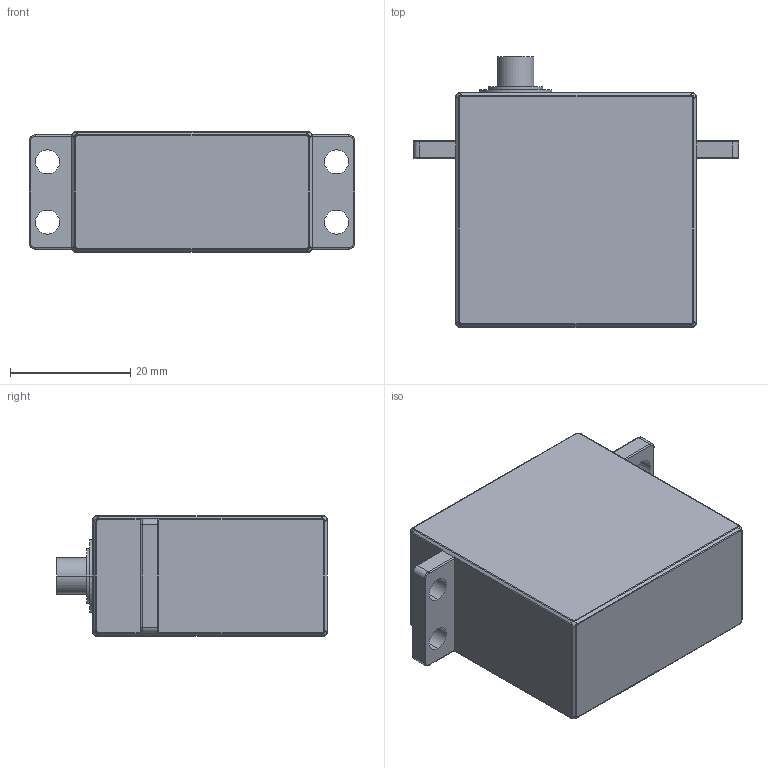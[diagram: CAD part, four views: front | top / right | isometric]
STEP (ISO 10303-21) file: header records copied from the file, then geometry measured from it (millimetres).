
FILE_DESCRIPTION (( 'STEP AP203' ), '1' );
FILE_NAME ('酴篘唄.STEP', '2025-09-04T06:54:20', ( '' ), ( '' ), 'SwSTEP 2.0', 'SolidWorks 2024', '' );
FILE_SCHEMA (( 'CONFIG_CONTROL_DESIGN' ));
Length unit declared in the file: millimetre
Products named in the file (1): 黄昱轩
Bounding box: 54 x 45 x 20 mm (x, y, z)
Volume: 31984.1 mm3; surface area: 7018.3 mm2
Topology: 1 solids, 1 shells, 218 faces, 537 edges, 315 vertices
Faces by surface type: cylinder 120, bspline 43, plane 37, sphere 8, torus 8, cone 2
Entity records: 8877 total; most frequent: CARTESIAN_POINT 4226, ORIENTED_EDGE 1054, DIRECTION 891, EDGE_CURVE 527, AXIS2_PLACEMENT_3D 345, VERTEX_POINT 315, EDGE_LOOP 230, FACE_OUTER_BOUND 218
